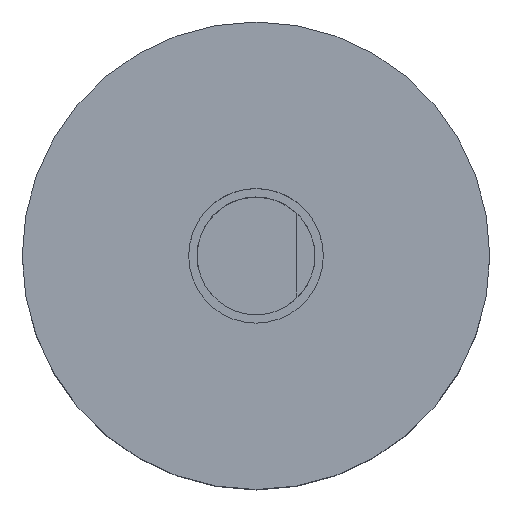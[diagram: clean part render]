
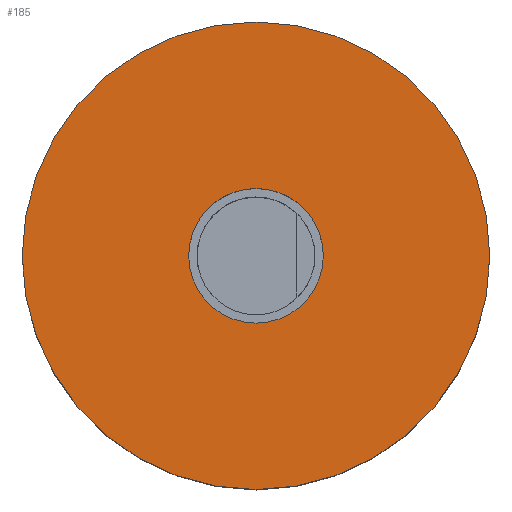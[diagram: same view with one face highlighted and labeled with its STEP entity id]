
A CAD part, top view. The second image highlights one B-rep face of the part: STEP entity #185.
In plain terms, the highlighted planar face has unit normal (0, 0, 1).
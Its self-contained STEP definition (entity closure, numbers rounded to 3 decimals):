
#49=PLANE('',#210);
#56=VERTEX_POINT('',#276);
#63=VERTEX_POINT('',#297);
#70=CIRCLE('',#198,12.5);
#75=CIRCLE('',#208,3.6);
#82=EDGE_CURVE('',#56,#56,#70,.T.);
#91=EDGE_CURVE('',#63,#63,#75,.T.);
#122=ORIENTED_EDGE('',*,*,#91,.T.);
#123=ORIENTED_EDGE('',*,*,#82,.F.);
#146=EDGE_LOOP('',(#122));
#147=EDGE_LOOP('',(#123));
#170=FACE_BOUND('',#146,.T.);
#171=FACE_BOUND('',#147,.T.);
#185=ADVANCED_FACE('',(#170,#171),#49,.T.);
#198=AXIS2_PLACEMENT_3D('',#275,#232,#233);
#208=AXIS2_PLACEMENT_3D('',#296,#253,#254);
#210=AXIS2_PLACEMENT_3D('',#299,#256,$);
#232=DIRECTION('',(0.,0.,-1.));
#233=DIRECTION('',(12.5,0.,0.));
#253=DIRECTION('',(0.,0.,-1.));
#254=DIRECTION('',(3.6,0.,0.));
#256=DIRECTION('',(0.,0.,1.));
#275=CARTESIAN_POINT('',(0.,0.,15.));
#276=CARTESIAN_POINT('',(12.5,0.,15.));
#296=CARTESIAN_POINT('',(0.,0.,15.));
#297=CARTESIAN_POINT('',(3.6,0.,15.));
#299=CARTESIAN_POINT('',(0.,0.,15.));
